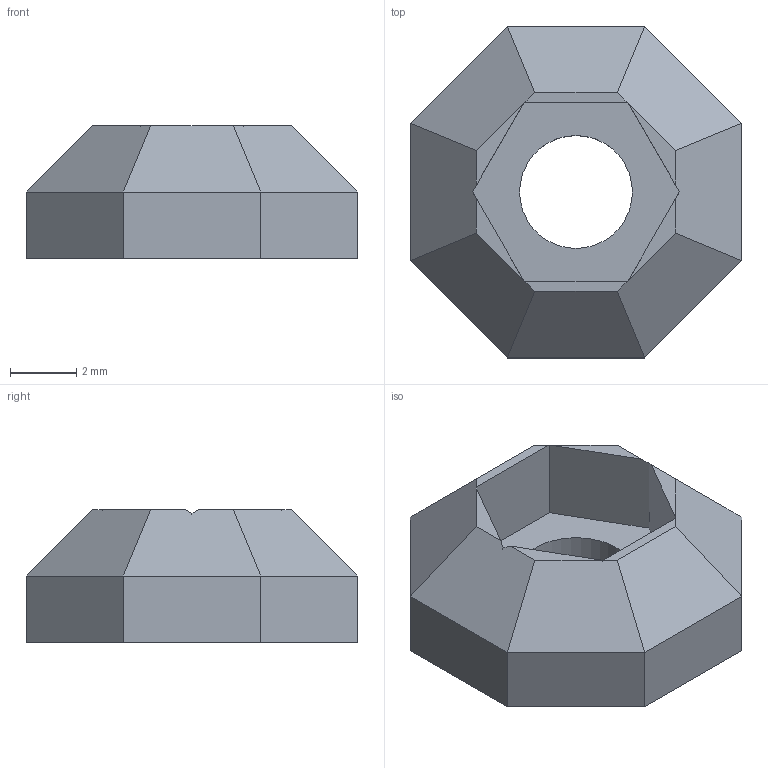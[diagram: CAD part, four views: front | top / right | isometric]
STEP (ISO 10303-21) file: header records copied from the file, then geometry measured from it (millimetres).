
FILE_DESCRIPTION(/* description */ ('STEP AP242','CAx-IF Rec.Pracs.---Representation and Presentation of Product Manufacturing Information (PMI)---4.0---2014-10-13','CAx-IF Rec.Pracs.---3D Tessellated Geometry---0.4---2014-09-14','2;1'),/* implementation_level */ '2;1');
FILE_NAME(/* name */ '651a713e3c74595e44730a3e',/* time_stamp */ '2023-10-02T07:29:03Z',/* author */ (''),/* organization */ (''),/* preprocessor_version */ 'ST-DEVELOPER v19.4',/* originating_system */ ' ',/* authorisation */ ' ');
FILE_SCHEMA (('AP242_MANAGED_MODEL_BASED_3D_ENGINEERING_MIM_LF { 1 0 10303 442 1 1 4 }'));
Length unit declared in the file: metre
Products named in the file (1): nut_cap_M3
Bounding box: 10 x 10 x 4 mm (x, y, z)
Volume: 197.2 mm3; surface area: 298.5 mm2
Topology: 1 solids, 1 shells, 31 faces, 80 edges, 51 vertices
Faces by surface type: plane 30, cylinder 1
Full cylindrical faces by diameter (mm): 3.4 x1
Entity records: 932 total; most frequent: CARTESIAN_POINT 160, ORIENTED_EDGE 156, DIRECTION 144, EDGE_CURVE 78, LINE 76, VECTOR 76, VERTEX_POINT 50, EDGE_LOOP 34
